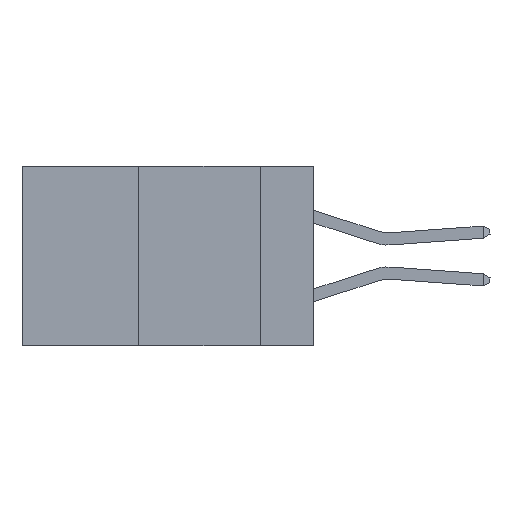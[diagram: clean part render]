
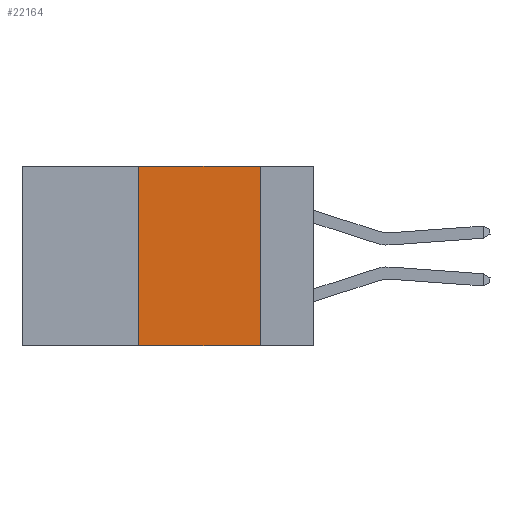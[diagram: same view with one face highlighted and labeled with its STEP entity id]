
A CAD part, left-side view. The second image highlights one B-rep face of the part: STEP entity #22164.
In plain terms, the highlighted planar face has unit normal (-1, 0, 0).
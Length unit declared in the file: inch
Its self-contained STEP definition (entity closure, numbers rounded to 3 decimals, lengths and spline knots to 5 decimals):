
#938 = VECTOR ( 'NONE', #2706, 39.37008 ) ;
#1842 = VERTEX_POINT ( 'NONE', #18022 ) ;
#1962 = DIRECTION ( 'NONE',  ( 0., -1., 0. ) ) ;
#2456 = EDGE_CURVE ( 'NONE', #1842, #14336, #21974, .T. ) ;
#2706 = DIRECTION ( 'NONE',  ( 0., 0., -1. ) ) ;
#3571 = VECTOR ( 'NONE', #1962, 39.37008 ) ;
#4906 = EDGE_CURVE ( 'NONE', #6990, #14336, #22445, .T. ) ;
#5149 = ORIENTED_EDGE ( 'NONE', *, *, #4906, .F. ) ;
#5390 = CARTESIAN_POINT ( 'NONE',  ( 0., 0.11, -0.37 ) ) ;
#6029 = EDGE_CURVE ( 'NONE', #1842, #16074, #18055, .T. ) ;
#6317 = EDGE_LOOP ( 'NONE', ( #5149, #18351, #7828, #8869 ) ) ;
#6917 = AXIS2_PLACEMENT_3D ( 'NONE', #23061, #16075, #10480 ) ;
#6990 = VERTEX_POINT ( 'NONE', #17632 ) ;
#7828 = ORIENTED_EDGE ( 'NONE', *, *, #6029, .F. ) ;
#8869 = ORIENTED_EDGE ( 'NONE', *, *, #2456, .T. ) ;
#9133 = CARTESIAN_POINT ( 'NONE',  ( 0., 0.11, 0. ) ) ;
#9555 = EDGE_CURVE ( 'NONE', #16074, #6990, #16182, .T. ) ;
#10480 = DIRECTION ( 'NONE',  ( 0., 0., -1. ) ) ;
#10820 = VECTOR ( 'NONE', #14249, 39.37008 ) ;
#11805 = DIRECTION ( 'NONE',  ( 0., 0., 1. ) ) ;
#12137 = FACE_OUTER_BOUND ( 'NONE', #6317, .T. ) ;
#14195 = CARTESIAN_POINT ( 'NONE',  ( 0., 0.36, 0. ) ) ;
#14249 = DIRECTION ( 'NONE',  ( 0., -1., 0. ) ) ;
#14336 = VERTEX_POINT ( 'NONE', #5390 ) ;
#16074 = VERTEX_POINT ( 'NONE', #14195 ) ;
#16075 = DIRECTION ( 'NONE',  ( 1., 0., 0. ) ) ;
#16182 = LINE ( 'NONE', #21589, #10820 ) ;
#16410 = CARTESIAN_POINT ( 'NONE',  ( 0., 0.6, -0.37 ) ) ;
#17632 = CARTESIAN_POINT ( 'NONE',  ( 0., 0.11, 0. ) ) ;
#18022 = CARTESIAN_POINT ( 'NONE',  ( 0., 0.36, -0.37 ) ) ;
#18055 = LINE ( 'NONE', #22652, #19455 ) ;
#18351 = ORIENTED_EDGE ( 'NONE', *, *, #9555, .F. ) ;
#19455 = VECTOR ( 'NONE', #11805, 39.37008 ) ;
#21315 = PLANE ( 'NONE',  #6917 ) ;
#21589 = CARTESIAN_POINT ( 'NONE',  ( 0., 0.6, 0. ) ) ;
#21974 = LINE ( 'NONE', #16410, #3571 ) ;
#22164 = ADVANCED_FACE ( 'NONE', ( #12137 ), #21315, .F. ) ;
#22445 = LINE ( 'NONE', #9133, #938 ) ;
#22652 = CARTESIAN_POINT ( 'NONE',  ( 0., 0.36, 0. ) ) ;
#23061 = CARTESIAN_POINT ( 'NONE',  ( 0., 0.6, 0. ) ) ;
